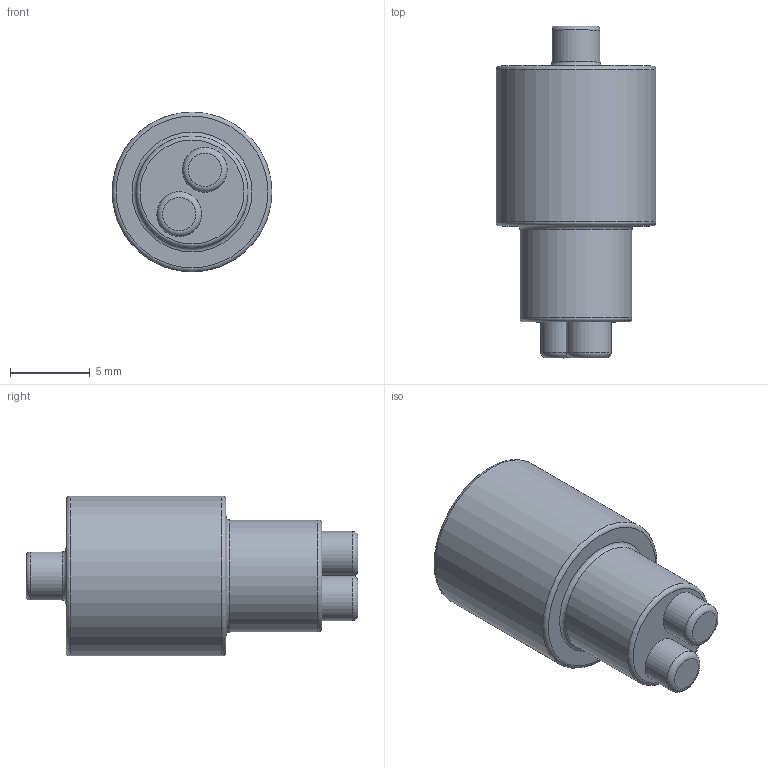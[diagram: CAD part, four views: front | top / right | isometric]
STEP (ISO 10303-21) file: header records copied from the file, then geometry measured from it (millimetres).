
FILE_DESCRIPTION(('FreeCAD Model'),'2;1');
FILE_NAME('Open CASCADE Shape Model','2025-01-08T10:03:16',('Author'),( ''),'Open CASCADE STEP processor 7.7','FreeCAD','Unknown');
FILE_SCHEMA(('AUTOMOTIVE_DESIGN { 1 0 10303 214 1 1 1 1 }'));
Length unit declared in the file: millimetre
Products named in the file (4): optode v006; optode v3; optode v004; optode v005
Assembly tree (3 placements, depth 2):
  optode v006
    optode v3
    optode v004
    optode v005
Bounding box: 10 x 20.75 x 10 mm (x, y, z)
Volume: 1060.4 mm3; surface area: 885.8 mm2
Topology: 3 solids, 3 shells, 25 faces, 44 edges, 29 vertices
Faces by surface type: plane 10, torus 8, cylinder 7
Full cylindrical faces by diameter (mm): 2.8 x4, 3 x1, 7 x1, 10 x1
Entity records: 720 total; most frequent: DIRECTION 139, CARTESIAN_POINT 102, ORIENTED_EDGE 88, AXIS2_PLACEMENT_3D 66, EDGE_CURVE 44, CIRCLE 37, FACE_BOUND 29, EDGE_LOOP 29
